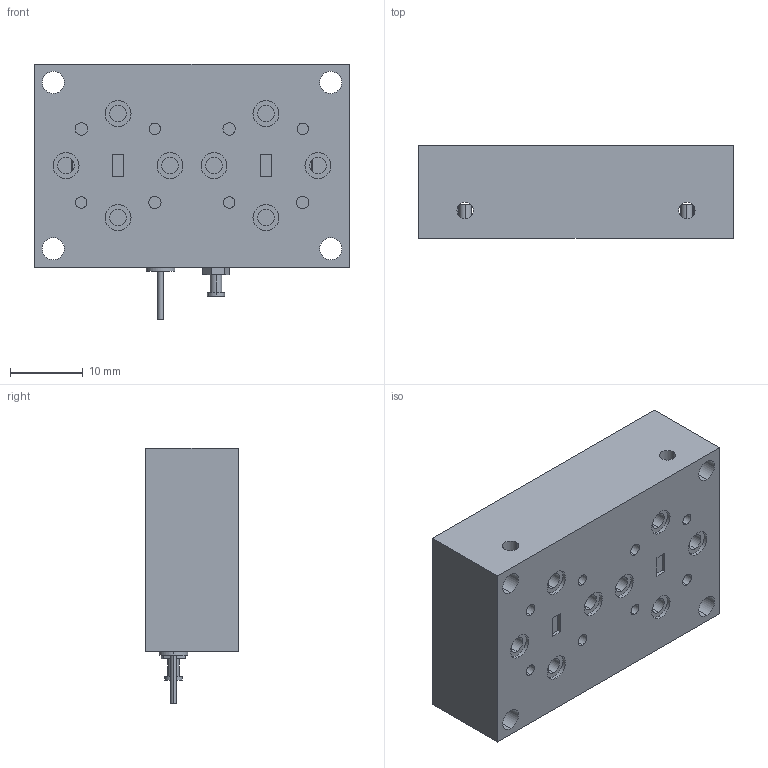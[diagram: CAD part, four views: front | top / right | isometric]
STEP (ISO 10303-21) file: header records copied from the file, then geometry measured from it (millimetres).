
FILE_DESCRIPTION (( 'STEP AP203' ), '1' );
FILE_NAME ('SBL-6039033050-1212-S1.STEP', '2017-08-22T18:08:10', ( '' ), ( '' ), 'SwSTEP 2.0', 'SolidWorks 2013', '' );
FILE_SCHEMA (( 'CONFIG_CONTROL_DESIGN' ));
Length unit declared in the file: inch
Products named in the file (1): SBL-6039033050-1212-S1
Bounding box: 43.18 x 12.7 x 35.18 mm (x, y, z)
Surface area: 5799.2 mm2 (no closed solid volume)
Topology: 0 solids, 8 shells, 241 faces, 657 edges, 434 vertices
Faces by surface type: plane 112, cylinder 82, cone 47
Entity records: 7991 total; most frequent: CARTESIAN_POINT 1817, DIRECTION 1279, ORIENTED_EDGE 1212, EDGE_CURVE 649, AXIS2_PLACEMENT_3D 488, VERTEX_POINT 434, LINE 303, VECTOR 303
